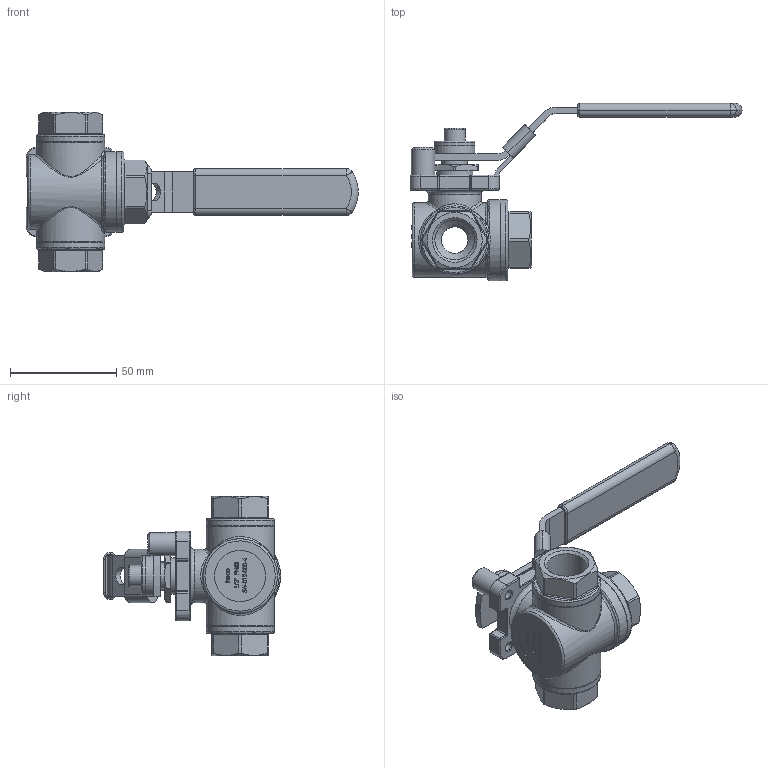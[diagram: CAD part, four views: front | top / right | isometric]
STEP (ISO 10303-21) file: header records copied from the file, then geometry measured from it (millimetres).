
FILE_DESCRIPTION (( 'STEP AP214' ), '1' );
FILE_NAME ('3W-012-000-4 Kugelhahn heco step214.STEP', '2011-09-07T08:34:40', ( 'test' ), ( '' ), 'SwSTEP 2.0', 'SolidWorks 2011', '' );
FILE_SCHEMA (( 'AUTOMOTIVE_DESIGN' ));
Length unit declared in the file: millimetre
Products named in the file (1): 3W-012-000-4 Kugelhahn heco step214
Bounding box: 155.94 x 83.2 x 75 mm (x, y, z)
Volume: 97761.6 mm3; surface area: 30965.7 mm2
Topology: 1 solids, 1 shells, 736 faces, 1851 edges, 1148 vertices
Faces by surface type: plane 273, bspline 207, cylinder 145, torus 59, cone 28, sphere 24
Full cylindrical faces by diameter (mm): 4.2 x4, 8 x1, 10 x1, 11 x1, 12 x1, 12.5 x2, 17 x1, 18.64 x3, 18.9 x1, 19 x1, 24 x1, 25 x1, 32 x4, 35 x1, 38 x2
Entity records: 41150 total; most frequent: CARTESIAN_POINT 17225, ORIENTED_EDGE 3516, DIRECTION 2708, EDGE_CURVE 1758, VERTEX_POINT 1133, AXIS2_PLACEMENT_3D 932, EDGE_LOOP 859, LINE 844
